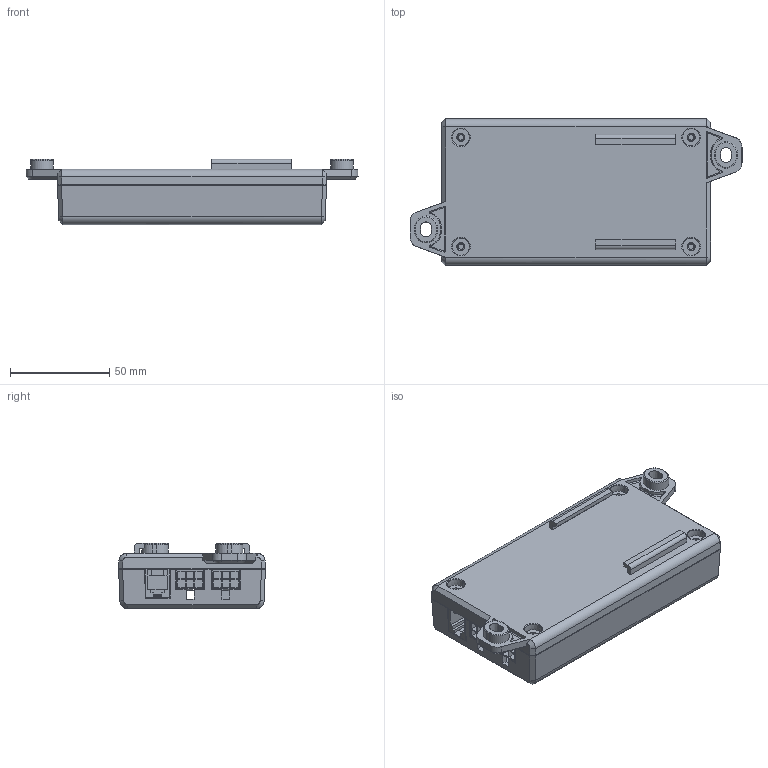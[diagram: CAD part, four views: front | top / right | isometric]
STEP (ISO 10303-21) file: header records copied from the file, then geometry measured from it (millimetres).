
FILE_DESCRIPTION (( 'STEP AP214' ), '1' );
FILE_NAME ('JCB35M.STEP', '2018-10-27T09:07:27', ( '' ), ( '' ), 'SwSTEP 2.0', 'SolidWorks 2018', '' );
FILE_SCHEMA (( 'AUTOMOTIVE_DESIGN' ));
Length unit declared in the file: millimetre
Products named in the file (9): SLIM-XK2-L1; JCB35M; SLIM-SK2-L1; 5557-6AW1111; 8P-20141119-DC1111; 2о11; JCB35N1-PCB_AF01111; 6P-20141119-DC1111; JCB35N1-KZB_AF2_ASM1111
Assembly tree (10 placements, depth 3):
  JCB35M
    SLIM-XK2-L1
    JCB35N1-KZB_AF2_ASM1111
      5557-6AW1111  x3
      JCB35N1-PCB_AF01111
      6P-20141119-DC1111
      8P-20141119-DC1111
      2о11
    SLIM-SK2-L1
Bounding box: 167.2 x 74 x 32.8 mm (x, y, z)
Volume: 115467.3 mm3; surface area: 98585.2 mm2
Topology: 9 solids, 9 shells, 1283 faces, 3371 edges, 2183 vertices
Faces by surface type: plane 903, cylinder 204, bspline 69, cone 56, torus 35, sphere 16
Entity records: 40138 total; most frequent: CARTESIAN_POINT 9926, ORIENTED_EDGE 5834, DIRECTION 5172, EDGE_CURVE 2917, VECTOR 2110, LINE 2110, VERTEX_POINT 1891, AXIS2_PLACEMENT_3D 1531
